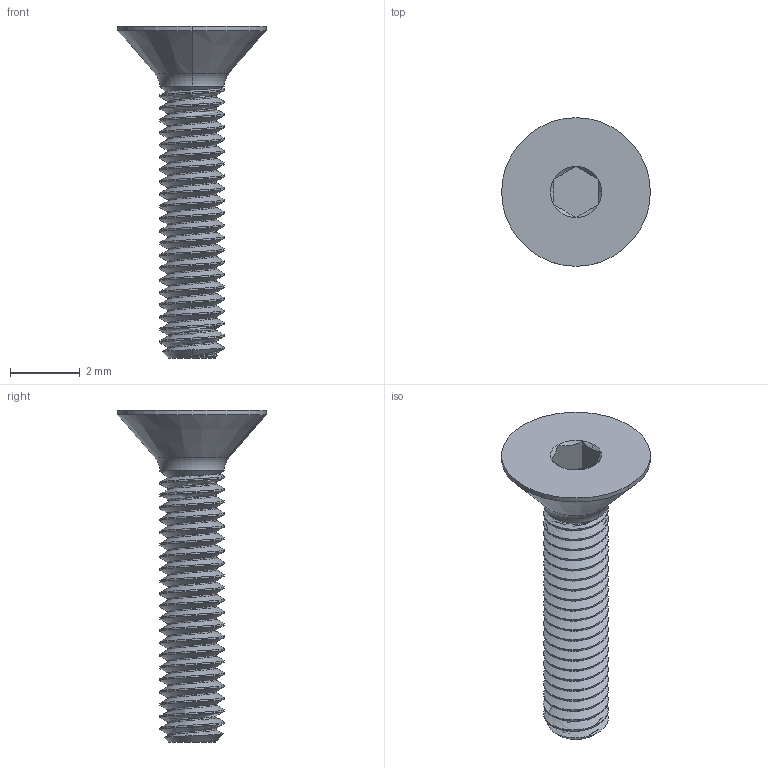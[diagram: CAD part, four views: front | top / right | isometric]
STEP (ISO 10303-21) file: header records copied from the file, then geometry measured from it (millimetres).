
FILE_DESCRIPTION (( 'STEP AP203' ), '1' );
FILE_NAME ('92210A019.step', '2014-02-17T17:17:06', ( 'Admin' ), ( 'Microsoft' ), 'SwSTEP 2.0', 'SolidWorks 2012', '' );
FILE_SCHEMA (( 'CONFIG_CONTROL_DESIGN' ));
Length unit declared in the file: inch
Products named in the file (1): 92210A019
Bounding box: 4.27 x 4.27 x 9.53 mm (x, y, z)
Volume: 28.2 mm3; surface area: 109.7 mm2
Topology: 1 solids, 1 shells, 75 faces, 197 edges, 125 vertices
Faces by surface type: cylinder 46, cone 15, plane 9, bspline 3, torus 2
Entity records: 5216 total; most frequent: CARTESIAN_POINT 3589, ORIENTED_EDGE 394, DIRECTION 259, EDGE_CURVE 197, VERTEX_POINT 125, AXIS2_PLACEMENT_3D 97, EDGE_LOOP 76, FACE_OUTER_BOUND 75
